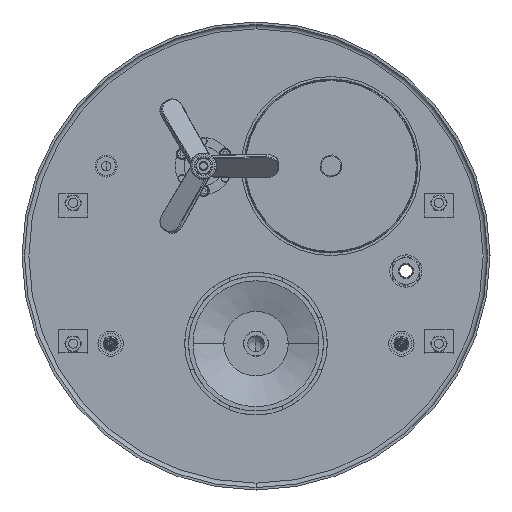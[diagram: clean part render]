
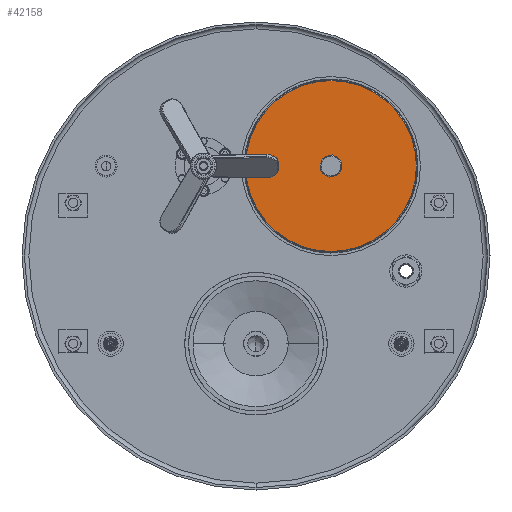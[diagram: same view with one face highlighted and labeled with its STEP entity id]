
A CAD part, front view. The second image highlights one B-rep face of the part: STEP entity #42158.
In plain terms, the highlighted planar face has unit normal (0, -1, 0).
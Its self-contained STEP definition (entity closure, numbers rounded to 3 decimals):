
#3940 = AXIS2_PLACEMENT_3D ( 'NONE', #70897, #47916, #25435 ) ;
#4368 = CARTESIAN_POINT ( 'NONE',  ( 50., -0.9, 60. ) ) ;
#6463 = EDGE_CURVE ( 'NONE', #78395, #7787, #93146, .T. ) ;
#6713 = ORIENTED_EDGE ( 'NONE', *, *, #53406, .T. ) ;
#7169 = CARTESIAN_POINT ( 'NONE',  ( 50., -0.9, 60. ) ) ;
#7787 = VERTEX_POINT ( 'NONE', #38356 ) ;
#7969 = LINE ( 'NONE', #87880, #54619 ) ;
#8606 = DIRECTION ( 'NONE',  ( 0., 0., -1. ) ) ;
#9404 = ORIENTED_EDGE ( 'NONE', *, *, #93535, .T. ) ;
#10941 = DIRECTION ( 'NONE',  ( 0., -1., 0. ) ) ;
#12048 = CARTESIAN_POINT ( 'NONE',  ( 45.752, -0.9, 54.311 ) ) ;
#13605 = LINE ( 'NONE', #86798, #46824 ) ;
#15841 = VERTEX_POINT ( 'NONE', #74942 ) ;
#17085 = ORIENTED_EDGE ( 'NONE', *, *, #49899, .F. ) ;
#24346 = AXIS2_PLACEMENT_3D ( 'NONE', #25511, #48940, #40335 ) ;
#25435 = DIRECTION ( 'NONE',  ( 0., 0., -1. ) ) ;
#25511 = CARTESIAN_POINT ( 'NONE',  ( 50., -0.9, 60. ) ) ;
#26173 = ORIENTED_EDGE ( 'NONE', *, *, #34903, .T. ) ;
#26307 = AXIS2_PLACEMENT_3D ( 'NONE', #77886, #10941, #91789 ) ;
#32574 = EDGE_CURVE ( 'NONE', #91372, #51568, #34480, .T. ) ;
#34480 = CIRCLE ( 'NONE', #3940, 57. ) ;
#34501 = DIRECTION ( 'NONE',  ( 0., -1., 0. ) ) ;
#34903 = EDGE_CURVE ( 'NONE', #84252, #15841, #13605, .T. ) ;
#36363 = DIRECTION ( 'NONE',  ( 0., -1., 0. ) ) ;
#38356 = CARTESIAN_POINT ( 'NONE',  ( 54.492, -0.9, 65.498 ) ) ;
#39918 = CARTESIAN_POINT ( 'NONE',  ( 47.17, -0.9, 56.829 ) ) ;
#40335 = DIRECTION ( 'NONE',  ( -0.633, 0., -0.774 ) ) ;
#41025 = ORIENTED_EDGE ( 'NONE', *, *, #88231, .T. ) ;
#41050 = FACE_OUTER_BOUND ( 'NONE', #54568, .T. ) ;
#42158 = ADVANCED_FACE ( 'NONE', ( #41050, #70251 ), #76475, .T. ) ;
#43403 = ORIENTED_EDGE ( 'NONE', *, *, #32574, .T. ) ;
#44805 = DIRECTION ( 'NONE',  ( -0.666, 0., -0.746 ) ) ;
#46824 = VECTOR ( 'NONE', #93517, 1000. ) ;
#47916 = DIRECTION ( 'NONE',  ( 0., -1., 0. ) ) ;
#48940 = DIRECTION ( 'NONE',  ( 0., 1., 0. ) ) ;
#49899 = EDGE_CURVE ( 'NONE', #52193, #15841, #63602, .T. ) ;
#51568 = VERTEX_POINT ( 'NONE', #94655 ) ;
#52193 = VERTEX_POINT ( 'NONE', #39918 ) ;
#53406 = EDGE_CURVE ( 'NONE', #52193, #78395, #7969, .T. ) ;
#54568 = EDGE_LOOP ( 'NONE', ( #43403, #41025 ) ) ;
#54619 = VECTOR ( 'NONE', #44805, 1000. ) ;
#55303 = AXIS2_PLACEMENT_3D ( 'NONE', #7169, #36363, #8606 ) ;
#55919 = AXIS2_PLACEMENT_3D ( 'NONE', #4368, #34501, #63676 ) ;
#63602 = CIRCLE ( 'NONE', #55919, 4.25 ) ;
#63676 = DIRECTION ( 'NONE',  ( 0., 0., -1. ) ) ;
#66330 = CARTESIAN_POINT ( 'NONE',  ( 50., -0.9, 117. ) ) ;
#69264 = DIRECTION ( 'NONE',  ( -0.633, 0., -0.774 ) ) ;
#70251 = FACE_BOUND ( 'NONE', #87513, .T. ) ;
#70571 = CIRCLE ( 'NONE', #55303, 57. ) ;
#70897 = CARTESIAN_POINT ( 'NONE',  ( 50., -0.9, 60. ) ) ;
#71104 = CIRCLE ( 'NONE', #84869, 7.1 ) ;
#74723 = CARTESIAN_POINT ( 'NONE',  ( 45.273, -0.9, 54.703 ) ) ;
#74942 = CARTESIAN_POINT ( 'NONE',  ( 47.457, -0.9, 56.595 ) ) ;
#76475 = PLANE ( 'NONE',  #26307 ) ;
#77886 = CARTESIAN_POINT ( 'NONE',  ( 50., -0.9, 60. ) ) ;
#78395 = VERTEX_POINT ( 'NONE', #74723 ) ;
#83116 = DIRECTION ( 'NONE',  ( 0., 1., 0. ) ) ;
#83598 = CARTESIAN_POINT ( 'NONE',  ( 50., -0.9, 60. ) ) ;
#84252 = VERTEX_POINT ( 'NONE', #12048 ) ;
#84869 = AXIS2_PLACEMENT_3D ( 'NONE', #83598, #83116, #69264 ) ;
#86798 = CARTESIAN_POINT ( 'NONE',  ( 50., -0.9, 60. ) ) ;
#87513 = EDGE_LOOP ( 'NONE', ( #17085, #6713, #93724, #9404, #26173 ) ) ;
#87880 = CARTESIAN_POINT ( 'NONE',  ( 50., -0.9, 60. ) ) ;
#88231 = EDGE_CURVE ( 'NONE', #51568, #91372, #70571, .T. ) ;
#91372 = VERTEX_POINT ( 'NONE', #66330 ) ;
#91789 = DIRECTION ( 'NONE',  ( 0., 0., -1. ) ) ;
#93146 = CIRCLE ( 'NONE', #24346, 7.1 ) ;
#93517 = DIRECTION ( 'NONE',  ( 0.598, 0., 0.801 ) ) ;
#93535 = EDGE_CURVE ( 'NONE', #7787, #84252, #71104, .T. ) ;
#93724 = ORIENTED_EDGE ( 'NONE', *, *, #6463, .T. ) ;
#94655 = CARTESIAN_POINT ( 'NONE',  ( 50., -0.9, 3. ) ) ;
